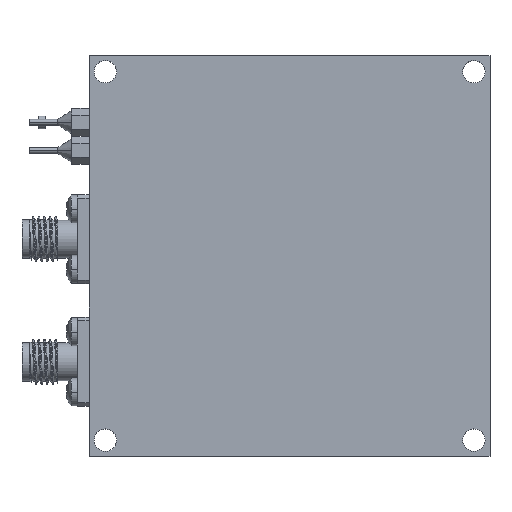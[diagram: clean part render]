
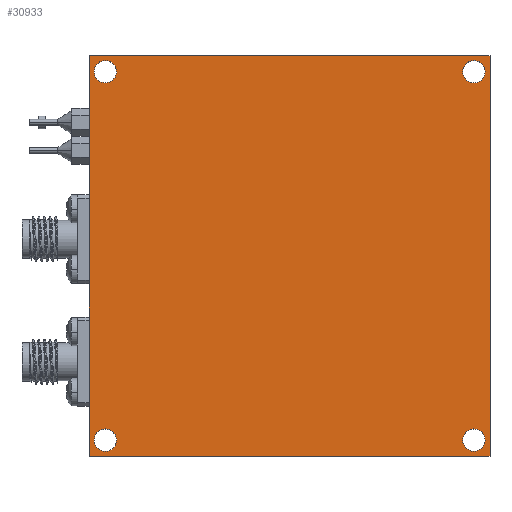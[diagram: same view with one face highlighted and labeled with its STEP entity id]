
A CAD part, top view. The second image highlights one B-rep face of the part: STEP entity #30933.
In plain terms, the highlighted planar face has unit normal (0, 0, 1).
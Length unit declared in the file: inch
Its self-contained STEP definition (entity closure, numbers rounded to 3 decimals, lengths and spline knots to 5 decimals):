
#2 = VERTEX_POINT ( 'NONE', #34153 ) ;
#257 = EDGE_LOOP ( 'NONE', ( #40504, #20743, #22636, #3251 ) ) ;
#452 = VERTEX_POINT ( 'NONE', #13431 ) ;
#1048 = CARTESIAN_POINT ( 'NONE',  ( 0., 0., 0.61811 ) ) ;
#1748 = LINE ( 'NONE', #12703, #15196 ) ;
#3251 = ORIENTED_EDGE ( 'NONE', *, *, #11013, .T. ) ;
#3555 = CARTESIAN_POINT ( 'NONE',  ( 0.02756, 0.09055, 0.61811 ) ) ;
#4306 = DIRECTION ( 'NONE',  ( -1., 0., 0. ) ) ;
#5296 = DIRECTION ( 'NONE',  ( 1., 0., 0. ) ) ;
#5387 = EDGE_CURVE ( 'NONE', #26133, #23599, #24273, .T. ) ;
#5567 = DIRECTION ( 'NONE',  ( -1., 0., 0. ) ) ;
#8082 = DIRECTION ( 'NONE',  ( 0., 0., -1. ) ) ;
#8438 = LINE ( 'NONE', #1048, #19228 ) ;
#9257 = DIRECTION ( 'NONE',  ( 0., 0., -1. ) ) ;
#11013 = EDGE_CURVE ( 'NONE', #41448, #26133, #11845, .T. ) ;
#11462 = CARTESIAN_POINT ( 'NONE',  ( 2.16142, 2.16142, 0.61811 ) ) ;
#11845 = LINE ( 'NONE', #12492, #24279 ) ;
#12153 = CARTESIAN_POINT ( 'NONE',  ( 2.25197, 2.25197, 0.61811 ) ) ;
#12492 = CARTESIAN_POINT ( 'NONE',  ( 0., 2.25197, 0.61811 ) ) ;
#12559 = CIRCLE ( 'NONE', #16823, 0.06299 ) ;
#12639 = FACE_BOUND ( 'NONE', #17261, .T. ) ;
#12703 = CARTESIAN_POINT ( 'NONE',  ( 2.25197, 0., 0.61811 ) ) ;
#12857 = FACE_OUTER_BOUND ( 'NONE', #257, .T. ) ;
#13431 = CARTESIAN_POINT ( 'NONE',  ( 0.02756, 2.16142, 0.61811 ) ) ;
#13894 = CARTESIAN_POINT ( 'NONE',  ( 0., 0., 0.61811 ) ) ;
#15196 = VECTOR ( 'NONE', #15403, 39.37008 ) ;
#15403 = DIRECTION ( 'NONE',  ( 0., 1., 0. ) ) ;
#15594 = CARTESIAN_POINT ( 'NONE',  ( 0., 2.25197, 0.61811 ) ) ;
#15757 = PLANE ( 'NONE',  #23125 ) ;
#16015 = AXIS2_PLACEMENT_3D ( 'NONE', #17472, #23479, #34219 ) ;
#16823 = AXIS2_PLACEMENT_3D ( 'NONE', #11462, #34899, #4306 ) ;
#17261 = EDGE_LOOP ( 'NONE', ( #35384 ) ) ;
#17415 = VERTEX_POINT ( 'NONE', #30819 ) ;
#17472 = CARTESIAN_POINT ( 'NONE',  ( 0.09055, 0.09055, 0.61811 ) ) ;
#17841 = VERTEX_POINT ( 'NONE', #40318 ) ;
#18246 = EDGE_CURVE ( 'NONE', #17841, #41448, #1748, .T. ) ;
#19096 = FACE_BOUND ( 'NONE', #41110, .T. ) ;
#19228 = VECTOR ( 'NONE', #5296, 39.37008 ) ;
#19951 = FACE_BOUND ( 'NONE', #40888, .T. ) ;
#20743 = ORIENTED_EDGE ( 'NONE', *, *, #42652, .T. ) ;
#20771 = VERTEX_POINT ( 'NONE', #3555 ) ;
#20995 = CIRCLE ( 'NONE', #16015, 0.06299 ) ;
#22293 = ORIENTED_EDGE ( 'NONE', *, *, #38532, .T. ) ;
#22345 = DIRECTION ( 'NONE',  ( -1., 0., 0. ) ) ;
#22636 = ORIENTED_EDGE ( 'NONE', *, *, #18246, .T. ) ;
#22875 = DIRECTION ( 'NONE',  ( 0., -1., 0. ) ) ;
#23086 = CARTESIAN_POINT ( 'NONE',  ( 0., 0., 0.61811 ) ) ;
#23125 = AXIS2_PLACEMENT_3D ( 'NONE', #23086, #32920, #22875 ) ;
#23479 = DIRECTION ( 'NONE',  ( 0., 0., -1. ) ) ;
#23599 = VERTEX_POINT ( 'NONE', #13894 ) ;
#24033 = EDGE_CURVE ( 'NONE', #2, #2, #39769, .T. ) ;
#24273 = LINE ( 'NONE', #41063, #27734 ) ;
#24279 = VECTOR ( 'NONE', #5567, 39.37008 ) ;
#24614 = ORIENTED_EDGE ( 'NONE', *, *, #44045, .T. ) ;
#26133 = VERTEX_POINT ( 'NONE', #15594 ) ;
#27734 = VECTOR ( 'NONE', #44162, 39.37008 ) ;
#29107 = EDGE_LOOP ( 'NONE', ( #41674 ) ) ;
#30819 = CARTESIAN_POINT ( 'NONE',  ( 2.09843, 2.16142, 0.61811 ) ) ;
#30933 = ADVANCED_FACE ( 'NONE', ( #40308, #12639, #19096, #19951, #12857 ), #15757, .F. ) ;
#32920 = DIRECTION ( 'NONE',  ( 0., 0., -1. ) ) ;
#34153 = CARTESIAN_POINT ( 'NONE',  ( 2.09843, 0.09055, 0.61811 ) ) ;
#34219 = DIRECTION ( 'NONE',  ( -1., 0., 0. ) ) ;
#34899 = DIRECTION ( 'NONE',  ( 0., 0., -1. ) ) ;
#35384 = ORIENTED_EDGE ( 'NONE', *, *, #43079, .T. ) ;
#35810 = CARTESIAN_POINT ( 'NONE',  ( 0.09055, 2.16142, 0.61811 ) ) ;
#36781 = CIRCLE ( 'NONE', #40374, 0.06299 ) ;
#38337 = AXIS2_PLACEMENT_3D ( 'NONE', #42892, #8082, #22345 ) ;
#38532 = EDGE_CURVE ( 'NONE', #452, #452, #36781, .T. ) ;
#39602 = DIRECTION ( 'NONE',  ( -1., 0., 0. ) ) ;
#39769 = CIRCLE ( 'NONE', #38337, 0.06299 ) ;
#40308 = FACE_BOUND ( 'NONE', #29107, .T. ) ;
#40318 = CARTESIAN_POINT ( 'NONE',  ( 2.25197, 0., 0.61811 ) ) ;
#40374 = AXIS2_PLACEMENT_3D ( 'NONE', #35810, #9257, #39602 ) ;
#40504 = ORIENTED_EDGE ( 'NONE', *, *, #5387, .T. ) ;
#40888 = EDGE_LOOP ( 'NONE', ( #24614 ) ) ;
#41063 = CARTESIAN_POINT ( 'NONE',  ( 0., 0., 0.61811 ) ) ;
#41110 = EDGE_LOOP ( 'NONE', ( #22293 ) ) ;
#41448 = VERTEX_POINT ( 'NONE', #12153 ) ;
#41674 = ORIENTED_EDGE ( 'NONE', *, *, #24033, .T. ) ;
#42652 = EDGE_CURVE ( 'NONE', #23599, #17841, #8438, .T. ) ;
#42892 = CARTESIAN_POINT ( 'NONE',  ( 2.16142, 0.09055, 0.61811 ) ) ;
#43079 = EDGE_CURVE ( 'NONE', #20771, #20771, #20995, .T. ) ;
#44045 = EDGE_CURVE ( 'NONE', #17415, #17415, #12559, .T. ) ;
#44162 = DIRECTION ( 'NONE',  ( 0., -1., 0. ) ) ;
